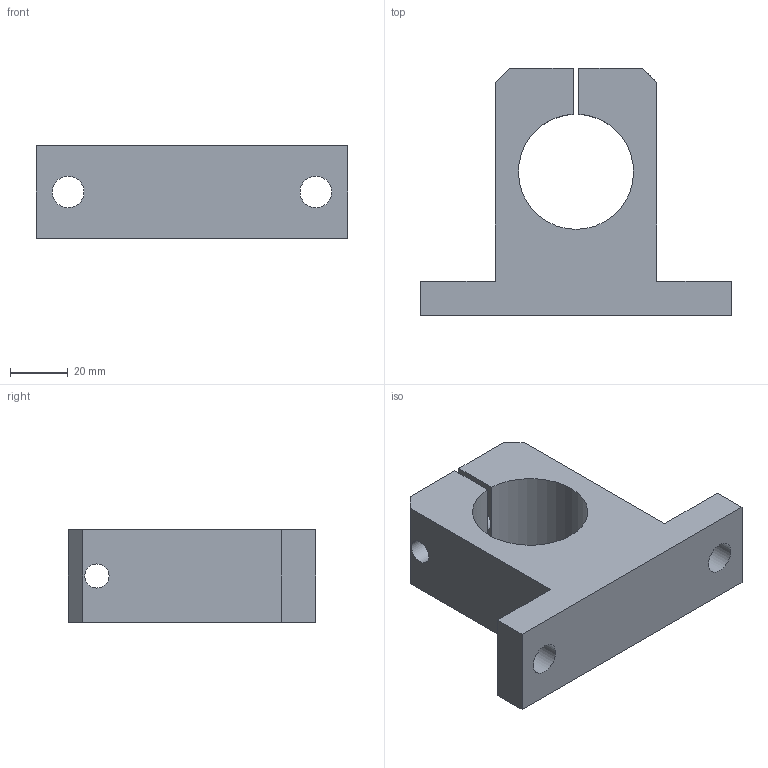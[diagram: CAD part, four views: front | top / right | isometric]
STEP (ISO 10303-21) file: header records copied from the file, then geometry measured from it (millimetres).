
FILE_DESCRIPTION( ( 'STEP AP214' ), '1' );
FILE_NAME( 'WBAS-40_2_14a.stp', ' ', ( ' ' ), ( ' ' ), 'PSStep 15.0.47', 'PARTsolutions', ' ' );
FILE_SCHEMA( ( 'AUTOMOTIVE_DESIGN { 1 0 10303 214 1 1 1 1 }' ) );
Length unit declared in the file: millimetre
Products named in the file (1): HI_WBAS-40
Bounding box: 108 x 86 x 32 mm (x, y, z)
Volume: 124023.7 mm3; surface area: 27370.7 mm2
Topology: 1 solids, 1 shells, 22 faces, 61 edges, 41 vertices
Faces by surface type: plane 16, cylinder 6
Full cylindrical faces by diameter (mm): 8.376 x1, 11 x3, 18 x1
Entity records: 871 total; most frequent: CARTESIAN_POINT 116, DIRECTION 113, ORIENTED_EDGE 108, EDGE_CURVE 54, LINE 41, VECTOR 41, VERTEX_POINT 39, AXIS2_PLACEMENT_3D 36
